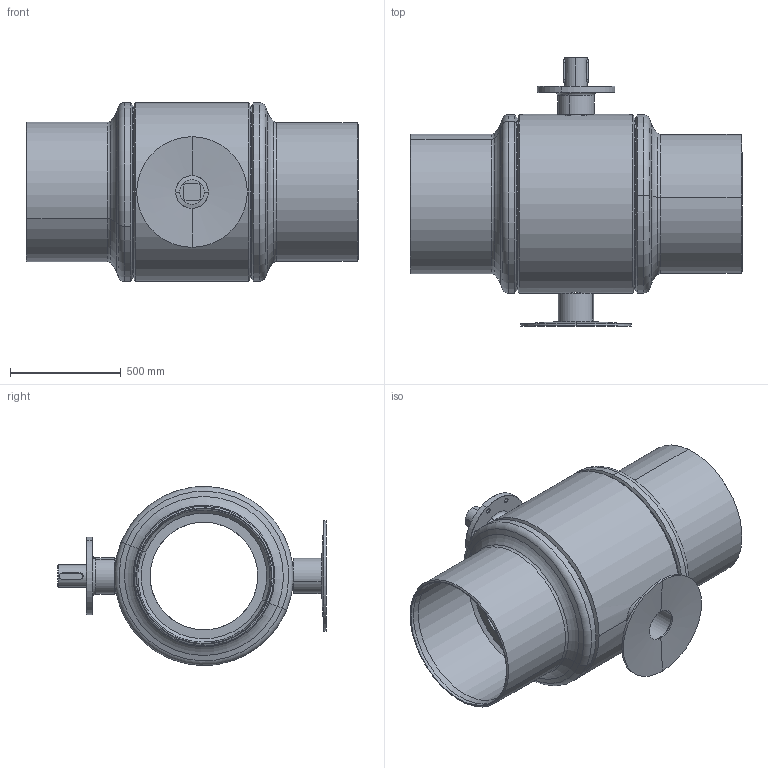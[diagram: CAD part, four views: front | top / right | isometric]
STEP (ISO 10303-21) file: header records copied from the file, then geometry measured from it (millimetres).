
FILE_DESCRIPTION (( 'STEP AP214' ), '1' );
FILE_NAME ('DN600Çò·§PN25.STEP', '2023-10-08T08:01:15', ( '' ), ( '' ), 'SwSTEP 2.0', 'SolidWorks 2019', '' );
FILE_SCHEMA (( 'AUTOMOTIVE_DESIGN' ));
Length unit declared in the file: millimetre
Products named in the file (8): 600瑩; 600Q367F16C-01; 600盓殤埴攫; 600粣杶蜊傻; 600 晚概极; DN600球阀PN25; 600概裝; 600埴攫盓殤奪
Assembly tree (9 placements, depth 2):
  DN600球阀PN25
    600Q367F16C-01
    600粣杶蜊傻
    600 晚概极  x2
    600概裝
    600瑩  x2
    600埴攫盓殤奪
    600盓殤埴攫
Bounding box: 1500 x 1211.76 x 808 mm (x, y, z)
Volume: 109926251.4 mm3; surface area: 8536021.4 mm2
Topology: 9 solids, 9 shells, 237 faces, 524 edges, 319 vertices
Faces by surface type: cylinder 114, cone 57, plane 52, torus 14
Entity records: 6710 total; most frequent: CARTESIAN_POINT 1647, DIRECTION 997, ORIENTED_EDGE 836, EDGE_CURVE 418, AXIS2_PLACEMENT_3D 411, VERTEX_POINT 257, EDGE_LOOP 223, CIRCLE 215
